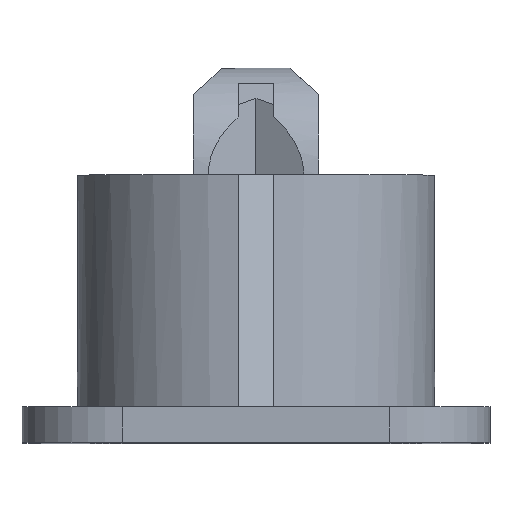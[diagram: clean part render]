
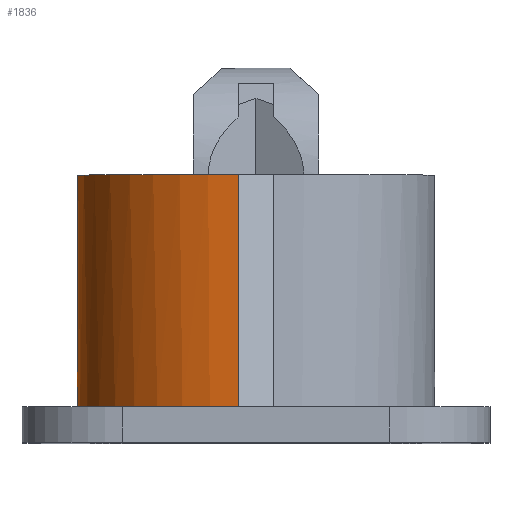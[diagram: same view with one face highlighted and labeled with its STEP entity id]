
A CAD part, top view. The second image highlights one B-rep face of the part: STEP entity #1836.
In plain terms, the highlighted cylindrical face has radius 10 mm (diameter 20 mm), a partial arc.
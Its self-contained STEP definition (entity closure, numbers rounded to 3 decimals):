
#9 = EDGE_CURVE ( 'NONE', #1813, #1788, #693, .T. ) ;
#10 = EDGE_CURVE ( 'NONE', #1813, #1766, #338, .T. ) ;
#11 = EDGE_CURVE ( 'NONE', #454, #1766, #698, .T. ) ;
#12 = EDGE_CURVE ( 'NONE', #452, #454, #343, .T. ) ;
#13 = EDGE_CURVE ( 'NONE', #452, #1788, #171, .T. ) ;
#171 = B_SPLINE_CURVE_WITH_KNOTS ( 'NONE', 3,
 ( #709, #704, #705, #710, #711, #712 ),
 .UNSPECIFIED., .F., .F.,
 ( 4, 2, 4 ),
 ( 0., 0.001, 0.002 ),
 .UNSPECIFIED. ) ;
#251 = AXIS2_PLACEMENT_3D ( 'NONE', #706, #707, #708 ) ;
#337 = VECTOR ( 'NONE', #696, 1000. ) ;
#338 = CIRCLE ( 'NONE', #339, 10. ) ;
#339 = AXIS2_PLACEMENT_3D ( 'NONE', #699, #700, #701 ) ;
#340 = VECTOR ( 'NONE', #703, 1000. ) ;
#343 = CIRCLE ( 'NONE', #251, 10. ) ;
#376 = EDGE_LOOP ( 'NONE', ( #1511, #1512, #1566, #1567, #1543 ) ) ;
#452 = VERTEX_POINT ( 'NONE', #2017 ) ;
#454 = VERTEX_POINT ( 'NONE', #2019 ) ;
#693 = LINE ( 'NONE', #695, #337 ) ;
#694 = CARTESIAN_POINT ( 'NONE',  ( -24.322, 4.122, 29.647 ) ) ;
#695 = CARTESIAN_POINT ( 'NONE',  ( -31.376, 0.622, 13.77 ) ) ;
#696 = DIRECTION ( 'NONE',  ( 0., 1., 0. ) ) ;
#698 = LINE ( 'NONE', #694, #340 ) ;
#699 = CARTESIAN_POINT ( 'NONE',  ( -23.322, -8.878, 19.697 ) ) ;
#700 = DIRECTION ( 'NONE',  ( 0., 1., 0. ) ) ;
#701 = DIRECTION ( 'NONE',  ( 0., 0., 1. ) ) ;
#703 = DIRECTION ( 'NONE',  ( 0., -1., 0. ) ) ;
#704 = CARTESIAN_POINT ( 'NONE',  ( -31.673, 3.734, 14.197 ) ) ;
#705 = CARTESIAN_POINT ( 'NONE',  ( -31.649, 3.354, 14.16 ) ) ;
#706 = CARTESIAN_POINT ( 'NONE',  ( -23.322, 4.122, 19.697 ) ) ;
#707 = DIRECTION ( 'NONE',  ( 0., 1., 0. ) ) ;
#708 = DIRECTION ( 'NONE',  ( 0., 0., 1. ) ) ;
#709 = CARTESIAN_POINT ( 'NONE',  ( -31.673, 4.122, 14.197 ) ) ;
#710 = CARTESIAN_POINT ( 'NONE',  ( -31.551, 2.608, 14.016 ) ) ;
#711 = CARTESIAN_POINT ( 'NONE',  ( -31.476, 2.24, 13.907 ) ) ;
#712 = CARTESIAN_POINT ( 'NONE',  ( -31.376, 1.897, 13.77 ) ) ;
#870 = CARTESIAN_POINT ( 'NONE',  ( -24.322, -8.878, 29.647 ) ) ;
#892 = CARTESIAN_POINT ( 'NONE',  ( -31.376, 1.897, 13.77 ) ) ;
#917 = CARTESIAN_POINT ( 'NONE',  ( -31.376, -8.878, 13.77 ) ) ;
#1033 = DIRECTION ( 'NONE',  ( 0., -1., 0. ) ) ;
#1037 = CYLINDRICAL_SURFACE ( 'NONE', #1455, 10. ) ;
#1039 = FACE_OUTER_BOUND ( 'NONE', #376, .T. ) ;
#1043 = CARTESIAN_POINT ( 'NONE',  ( -23.322, 4.122, 19.697 ) ) ;
#1044 = DIRECTION ( 'NONE',  ( 0., 0., -1. ) ) ;
#1455 = AXIS2_PLACEMENT_3D ( 'NONE', #1043, #1033, #1044 ) ;
#1511 = ORIENTED_EDGE ( 'NONE', *, *, #9, .F. ) ;
#1512 = ORIENTED_EDGE ( 'NONE', *, *, #10, .T. ) ;
#1543 = ORIENTED_EDGE ( 'NONE', *, *, #13, .T. ) ;
#1566 = ORIENTED_EDGE ( 'NONE', *, *, #11, .F. ) ;
#1567 = ORIENTED_EDGE ( 'NONE', *, *, #12, .F. ) ;
#1766 = VERTEX_POINT ( 'NONE', #870 ) ;
#1788 = VERTEX_POINT ( 'NONE', #892 ) ;
#1813 = VERTEX_POINT ( 'NONE', #917 ) ;
#1836 = ADVANCED_FACE ( 'NONE', ( #1039 ), #1037, .T. ) ;
#2017 = CARTESIAN_POINT ( 'NONE',  ( -31.673, 4.122, 14.197 ) ) ;
#2019 = CARTESIAN_POINT ( 'NONE',  ( -24.322, 4.122, 29.647 ) ) ;
